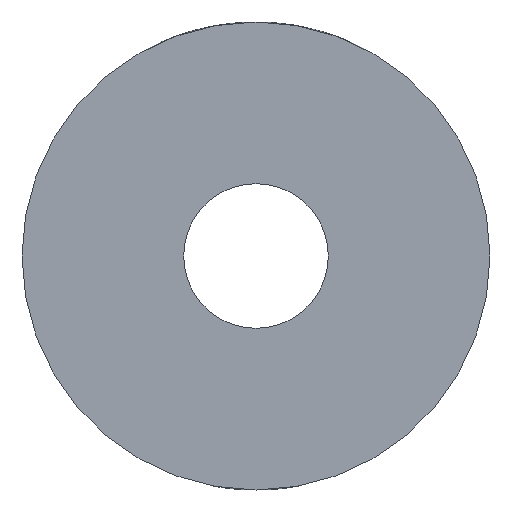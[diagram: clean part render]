
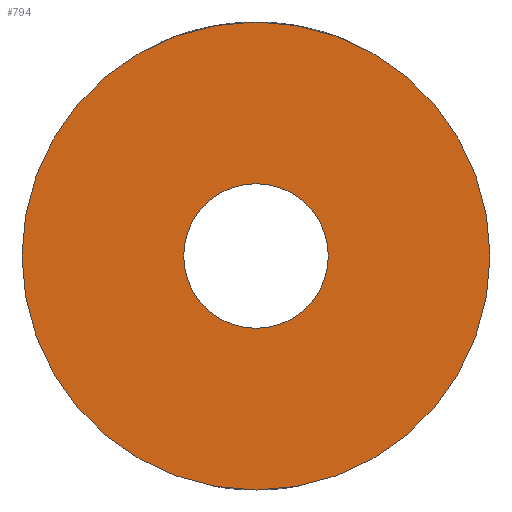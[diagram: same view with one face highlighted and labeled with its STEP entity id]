
A CAD part, front view. The second image highlights one B-rep face of the part: STEP entity #794.
In plain terms, the highlighted planar face has unit normal (0, -1, 0).
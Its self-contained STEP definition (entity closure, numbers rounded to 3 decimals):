
#24 = CARTESIAN_POINT ( 'NONE',  ( 0., 0., 11. ) ) ;
#61 = PLANE ( 'NONE',  #1481 ) ;
#186 = EDGE_LOOP ( 'NONE', ( #549, #446 ) ) ;
#332 = DIRECTION ( 'NONE',  ( 0., 1., 0. ) ) ;
#334 = CARTESIAN_POINT ( 'NONE',  ( 0., 0., 11. ) ) ;
#413 = AXIS2_PLACEMENT_3D ( 'NONE', #1467, #1238, #416 ) ;
#416 = DIRECTION ( 'NONE',  ( 0., 0., 1. ) ) ;
#425 = AXIS2_PLACEMENT_3D ( 'NONE', #334, #1263, #1502 ) ;
#443 = DIRECTION ( 'NONE',  ( 0., 0., 1. ) ) ;
#446 = ORIENTED_EDGE ( 'NONE', *, *, #797, .T. ) ;
#453 = EDGE_CURVE ( 'NONE', #1129, #510, #725, .T. ) ;
#510 = VERTEX_POINT ( 'NONE', #660 ) ;
#549 = ORIENTED_EDGE ( 'NONE', *, *, #453, .T. ) ;
#553 = FACE_BOUND ( 'NONE', #186, .T. ) ;
#639 = CARTESIAN_POINT ( 'NONE',  ( 0., 0., 22. ) ) ;
#660 = CARTESIAN_POINT ( 'NONE',  ( 0., 0., 14.4 ) ) ;
#725 = CIRCLE ( 'NONE', #828, 3.4 ) ;
#747 = CIRCLE ( 'NONE', #1444, 11. ) ;
#773 = VERTEX_POINT ( 'NONE', #1480 ) ;
#794 = ADVANCED_FACE ( 'NONE', ( #1023, #553 ), #61, .F. ) ;
#797 = EDGE_CURVE ( 'NONE', #510, #1129, #1281, .T. ) ;
#828 = AXIS2_PLACEMENT_3D ( 'NONE', #1018, #332, #443 ) ;
#874 = CARTESIAN_POINT ( 'NONE',  ( 0., 0., 7.6 ) ) ;
#965 = DIRECTION ( 'NONE',  ( 0., 1., 0. ) ) ;
#1015 = CIRCLE ( 'NONE', #413, 11. ) ;
#1018 = CARTESIAN_POINT ( 'NONE',  ( 0., 0., 11. ) ) ;
#1023 = FACE_OUTER_BOUND ( 'NONE', #1405, .T. ) ;
#1120 = DIRECTION ( 'NONE',  ( 0., 0., 1. ) ) ;
#1129 = VERTEX_POINT ( 'NONE', #874 ) ;
#1156 = DIRECTION ( 'NONE',  ( 0., 1., 0. ) ) ;
#1224 = EDGE_CURVE ( 'NONE', #773, #1421, #747, .T. ) ;
#1238 = DIRECTION ( 'NONE',  ( 0., 1., 0. ) ) ;
#1240 = CARTESIAN_POINT ( 'NONE',  ( 0., 0., 11. ) ) ;
#1263 = DIRECTION ( 'NONE',  ( 0., 1., 0. ) ) ;
#1281 = CIRCLE ( 'NONE', #425, 3.4 ) ;
#1365 = ORIENTED_EDGE ( 'NONE', *, *, #1224, .F. ) ;
#1398 = EDGE_CURVE ( 'NONE', #1421, #773, #1015, .T. ) ;
#1405 = EDGE_LOOP ( 'NONE', ( #1365, #1488 ) ) ;
#1421 = VERTEX_POINT ( 'NONE', #639 ) ;
#1444 = AXIS2_PLACEMENT_3D ( 'NONE', #24, #965, #1448 ) ;
#1448 = DIRECTION ( 'NONE',  ( 0., 0., 1. ) ) ;
#1467 = CARTESIAN_POINT ( 'NONE',  ( 0., 0., 11. ) ) ;
#1480 = CARTESIAN_POINT ( 'NONE',  ( 0., 0., 0. ) ) ;
#1481 = AXIS2_PLACEMENT_3D ( 'NONE', #1240, #1156, #1120 ) ;
#1488 = ORIENTED_EDGE ( 'NONE', *, *, #1398, .F. ) ;
#1502 = DIRECTION ( 'NONE',  ( 0., 0., 1. ) ) ;
